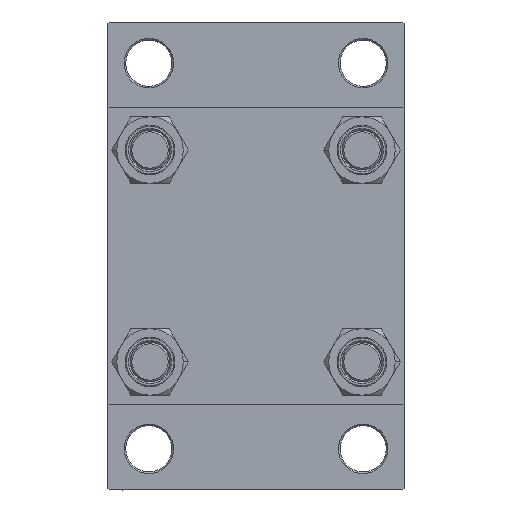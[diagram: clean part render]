
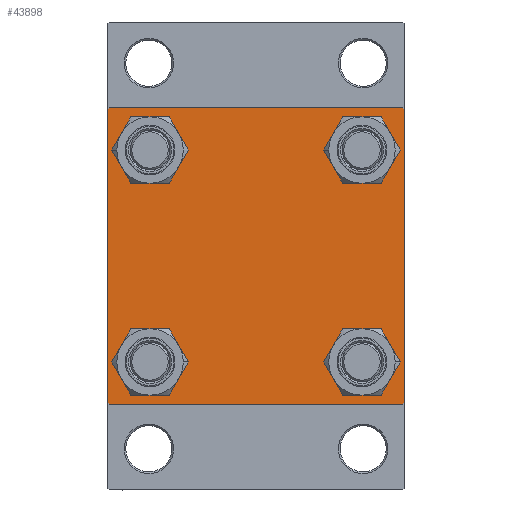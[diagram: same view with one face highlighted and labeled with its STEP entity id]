
A CAD part, left-side view. The second image highlights one B-rep face of the part: STEP entity #43898.
In plain terms, the highlighted planar face has unit normal (-1, 0, 0).
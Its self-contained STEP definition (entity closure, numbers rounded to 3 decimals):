
#195 = CARTESIAN_POINT ( 'NONE',  ( 0., -32.15, -38.65 ) ) ;
#644 = EDGE_CURVE ( 'NONE', #3757, #4743, #13381, .T. ) ;
#789 = VERTEX_POINT ( 'NONE', #33986 ) ;
#1445 = PLANE ( 'NONE',  #19523 ) ;
#1678 = DIRECTION ( 'NONE',  ( 0., 0., 1. ) ) ;
#1752 = CIRCLE ( 'NONE', #24733, 6.5 ) ;
#2007 = CARTESIAN_POINT ( 'NONE',  ( 0., 32.15, -25.65 ) ) ;
#2094 = VERTEX_POINT ( 'NONE', #39032 ) ;
#2153 = DIRECTION ( 'NONE',  ( 0., 0., 1. ) ) ;
#2355 = CARTESIAN_POINT ( 'NONE',  ( 0., -32.15, 32.15 ) ) ;
#2661 = VERTEX_POINT ( 'NONE', #21327 ) ;
#2965 = CARTESIAN_POINT ( 'NONE',  ( 0., 32.15, 32.15 ) ) ;
#3528 = CIRCLE ( 'NONE', #30334, 6.5 ) ;
#3676 = DIRECTION ( 'NONE',  ( 0., 0., 1. ) ) ;
#3757 = VERTEX_POINT ( 'NONE', #29076 ) ;
#4216 = LINE ( 'NONE', #37088, #18834 ) ;
#4222 = CIRCLE ( 'NONE', #31042, 6.5 ) ;
#4743 = VERTEX_POINT ( 'NONE', #46884 ) ;
#5021 = FACE_BOUND ( 'NONE', #43585, .T. ) ;
#5220 = ORIENTED_EDGE ( 'NONE', *, *, #37633, .T. ) ;
#5425 = ORIENTED_EDGE ( 'NONE', *, *, #19758, .T. ) ;
#5669 = VERTEX_POINT ( 'NONE', #32496 ) ;
#5947 = DIRECTION ( 'NONE',  ( 0., 0., 1. ) ) ;
#6027 = DIRECTION ( 'NONE',  ( 1., 0., 0. ) ) ;
#6091 = CARTESIAN_POINT ( 'NONE',  ( 0., 45., -45. ) ) ;
#6467 = CARTESIAN_POINT ( 'NONE',  ( 0., -32.15, 38.65 ) ) ;
#6584 = VERTEX_POINT ( 'NONE', #195 ) ;
#7563 = LINE ( 'NONE', #33005, #36739 ) ;
#7876 = CARTESIAN_POINT ( 'NONE',  ( 0., 32.15, 32.15 ) ) ;
#8147 = AXIS2_PLACEMENT_3D ( 'NONE', #24011, #6027, #38660 ) ;
#8211 = DIRECTION ( 'NONE',  ( 0., 0., 1. ) ) ;
#8326 = ORIENTED_EDGE ( 'NONE', *, *, #14233, .T. ) ;
#8357 = DIRECTION ( 'NONE',  ( 0., 0., 1. ) ) ;
#9261 = VERTEX_POINT ( 'NONE', #36537 ) ;
#9570 = DIRECTION ( 'NONE',  ( 1., 0., 0. ) ) ;
#9926 = DIRECTION ( 'NONE',  ( 0., -1., 0. ) ) ;
#10091 = EDGE_CURVE ( 'NONE', #5669, #9261, #4216, .T. ) ;
#10856 = VECTOR ( 'NONE', #13857, 1000. ) ;
#11033 = DIRECTION ( 'NONE',  ( 0., 0., 1. ) ) ;
#11761 = EDGE_CURVE ( 'NONE', #28221, #25233, #43424, .T. ) ;
#11992 = CARTESIAN_POINT ( 'NONE',  ( 0., 44.75, 44.75 ) ) ;
#12127 = EDGE_LOOP ( 'NONE', ( #41390, #17693 ) ) ;
#12711 = ORIENTED_EDGE ( 'NONE', *, *, #11761, .T. ) ;
#12876 = CARTESIAN_POINT ( 'NONE',  ( 0., 45., -44.5 ) ) ;
#13155 = CARTESIAN_POINT ( 'NONE',  ( 0., 44.75, -44.75 ) ) ;
#13381 = LINE ( 'NONE', #46507, #10856 ) ;
#13857 = DIRECTION ( 'NONE',  ( 0., 0., -1. ) ) ;
#14098 = EDGE_CURVE ( 'NONE', #15426, #6584, #3528, .T. ) ;
#14233 = EDGE_CURVE ( 'NONE', #2661, #23933, #41105, .T. ) ;
#14623 = DIRECTION ( 'NONE',  ( 1., 0., 0. ) ) ;
#14640 = ORIENTED_EDGE ( 'NONE', *, *, #644, .F. ) ;
#14655 = ORIENTED_EDGE ( 'NONE', *, *, #27967, .T. ) ;
#15194 = VERTEX_POINT ( 'NONE', #42968 ) ;
#15400 = EDGE_CURVE ( 'NONE', #5669, #15194, #44853, .T. ) ;
#15426 = VERTEX_POINT ( 'NONE', #44380 ) ;
#15924 = VERTEX_POINT ( 'NONE', #12876 ) ;
#16496 = EDGE_LOOP ( 'NONE', ( #20777, #12711 ) ) ;
#16498 = EDGE_CURVE ( 'NONE', #789, #42857, #16660, .T. ) ;
#16507 = CARTESIAN_POINT ( 'NONE',  ( 0., -32.15, -32.15 ) ) ;
#16660 = LINE ( 'NONE', #6091, #28271 ) ;
#17601 = ORIENTED_EDGE ( 'NONE', *, *, #14098, .T. ) ;
#17693 = ORIENTED_EDGE ( 'NONE', *, *, #29870, .T. ) ;
#18595 = DIRECTION ( 'NONE',  ( 0., 0.707, 0.707 ) ) ;
#18777 = VECTOR ( 'NONE', #31622, 1000. ) ;
#18834 = VECTOR ( 'NONE', #44279, 1000. ) ;
#19523 = AXIS2_PLACEMENT_3D ( 'NONE', #20121, #39252, #1678 ) ;
#19758 = EDGE_CURVE ( 'NONE', #42857, #4743, #30227, .T. ) ;
#20121 = CARTESIAN_POINT ( 'NONE',  ( 0., 0., 0. ) ) ;
#20133 = ORIENTED_EDGE ( 'NONE', *, *, #15400, .T. ) ;
#20357 = ORIENTED_EDGE ( 'NONE', *, *, #16498, .T. ) ;
#20725 = ORIENTED_EDGE ( 'NONE', *, *, #10091, .F. ) ;
#20777 = ORIENTED_EDGE ( 'NONE', *, *, #21412, .T. ) ;
#20859 = EDGE_CURVE ( 'NONE', #3757, #9261, #7563, .T. ) ;
#21327 = CARTESIAN_POINT ( 'NONE',  ( 0., 32.15, -38.65 ) ) ;
#21412 = EDGE_CURVE ( 'NONE', #25233, #28221, #35262, .T. ) ;
#21448 = AXIS2_PLACEMENT_3D ( 'NONE', #39354, #14623, #11033 ) ;
#21541 = CARTESIAN_POINT ( 'NONE',  ( 0., -44.5, -45. ) ) ;
#21767 = ORIENTED_EDGE ( 'NONE', *, *, #36272, .T. ) ;
#21889 = DIRECTION ( 'NONE',  ( 1., 0., 0. ) ) ;
#22275 = VERTEX_POINT ( 'NONE', #26628 ) ;
#23675 = VECTOR ( 'NONE', #33370, 1000. ) ;
#23703 = DIRECTION ( 'NONE',  ( 0., 0., 1. ) ) ;
#23933 = VERTEX_POINT ( 'NONE', #2007 ) ;
#24011 = CARTESIAN_POINT ( 'NONE',  ( 0., 32.15, -32.15 ) ) ;
#24059 = CARTESIAN_POINT ( 'NONE',  ( 0., 45., 45. ) ) ;
#24605 = FACE_BOUND ( 'NONE', #45824, .T. ) ;
#24733 = AXIS2_PLACEMENT_3D ( 'NONE', #16507, #27547, #23703 ) ;
#25191 = LINE ( 'NONE', #24059, #28053 ) ;
#25233 = VERTEX_POINT ( 'NONE', #6467 ) ;
#26146 = DIRECTION ( 'NONE',  ( 0., 0.707, -0.707 ) ) ;
#26628 = CARTESIAN_POINT ( 'NONE',  ( 0., 32.15, 38.65 ) ) ;
#27547 = DIRECTION ( 'NONE',  ( 1., 0., 0. ) ) ;
#27967 = EDGE_CURVE ( 'NONE', #6584, #15426, #1752, .T. ) ;
#28053 = VECTOR ( 'NONE', #39830, 1000. ) ;
#28221 = VERTEX_POINT ( 'NONE', #38522 ) ;
#28271 = VECTOR ( 'NONE', #9926, 1000. ) ;
#29076 = CARTESIAN_POINT ( 'NONE',  ( 0., -45., 44.5 ) ) ;
#29870 = EDGE_CURVE ( 'NONE', #2094, #22275, #38585, .T. ) ;
#30050 = ORIENTED_EDGE ( 'NONE', *, *, #20859, .T. ) ;
#30227 = LINE ( 'NONE', #38151, #23675 ) ;
#30334 = AXIS2_PLACEMENT_3D ( 'NONE', #45373, #37252, #8211 ) ;
#30919 = FACE_OUTER_BOUND ( 'NONE', #42006, .T. ) ;
#31042 = AXIS2_PLACEMENT_3D ( 'NONE', #43560, #9570, #2153 ) ;
#31622 = DIRECTION ( 'NONE',  ( 0., -0.707, -0.707 ) ) ;
#32052 = FACE_BOUND ( 'NONE', #12127, .T. ) ;
#32496 = CARTESIAN_POINT ( 'NONE',  ( 0., 44.5, 45. ) ) ;
#33005 = CARTESIAN_POINT ( 'NONE',  ( 0., -44.75, 44.75 ) ) ;
#33370 = DIRECTION ( 'NONE',  ( 0., -0.707, 0.707 ) ) ;
#33986 = CARTESIAN_POINT ( 'NONE',  ( 0., 44.5, -45. ) ) ;
#34526 = FACE_BOUND ( 'NONE', #16496, .T. ) ;
#34744 = AXIS2_PLACEMENT_3D ( 'NONE', #7876, #41239, #8357 ) ;
#35262 = CIRCLE ( 'NONE', #21448, 6.5 ) ;
#35777 = AXIS2_PLACEMENT_3D ( 'NONE', #2965, #21889, #3676 ) ;
#35846 = ORIENTED_EDGE ( 'NONE', *, *, #40433, .T. ) ;
#36272 = EDGE_CURVE ( 'NONE', #15924, #789, #45799, .T. ) ;
#36537 = CARTESIAN_POINT ( 'NONE',  ( 0., -44.5, 45. ) ) ;
#36739 = VECTOR ( 'NONE', #18595, 1000. ) ;
#37088 = CARTESIAN_POINT ( 'NONE',  ( 0., 45., 45. ) ) ;
#37252 = DIRECTION ( 'NONE',  ( 1., 0., 0. ) ) ;
#37633 = EDGE_CURVE ( 'NONE', #23933, #2661, #4222, .T. ) ;
#38057 = AXIS2_PLACEMENT_3D ( 'NONE', #2355, #45783, #5947 ) ;
#38151 = CARTESIAN_POINT ( 'NONE',  ( 0., -44.75, -44.75 ) ) ;
#38522 = CARTESIAN_POINT ( 'NONE',  ( 0., -32.15, 25.65 ) ) ;
#38585 = CIRCLE ( 'NONE', #34744, 6.5 ) ;
#38660 = DIRECTION ( 'NONE',  ( 0., 0., 1. ) ) ;
#38797 = VECTOR ( 'NONE', #26146, 1000. ) ;
#39032 = CARTESIAN_POINT ( 'NONE',  ( 0., 32.15, 25.65 ) ) ;
#39252 = DIRECTION ( 'NONE',  ( -1., 0., 0. ) ) ;
#39354 = CARTESIAN_POINT ( 'NONE',  ( 0., -32.15, 32.15 ) ) ;
#39830 = DIRECTION ( 'NONE',  ( 0., 0., -1. ) ) ;
#40433 = EDGE_CURVE ( 'NONE', #15194, #15924, #25191, .T. ) ;
#41105 = CIRCLE ( 'NONE', #8147, 6.5 ) ;
#41239 = DIRECTION ( 'NONE',  ( 1., 0., 0. ) ) ;
#41390 = ORIENTED_EDGE ( 'NONE', *, *, #41463, .T. ) ;
#41463 = EDGE_CURVE ( 'NONE', #22275, #2094, #46494, .T. ) ;
#42006 = EDGE_LOOP ( 'NONE', ( #35846, #21767, #20357, #5425, #14640, #30050, #20725, #20133 ) ) ;
#42857 = VERTEX_POINT ( 'NONE', #21541 ) ;
#42968 = CARTESIAN_POINT ( 'NONE',  ( 0., 45., 44.5 ) ) ;
#43424 = CIRCLE ( 'NONE', #38057, 6.5 ) ;
#43560 = CARTESIAN_POINT ( 'NONE',  ( 0., 32.15, -32.15 ) ) ;
#43585 = EDGE_LOOP ( 'NONE', ( #17601, #14655 ) ) ;
#43898 = ADVANCED_FACE ( 'NONE', ( #34526, #5021, #24605, #32052, #30919 ), #1445, .T. ) ;
#44279 = DIRECTION ( 'NONE',  ( 0., -1., 0. ) ) ;
#44380 = CARTESIAN_POINT ( 'NONE',  ( 0., -32.15, -25.65 ) ) ;
#44853 = LINE ( 'NONE', #11992, #38797 ) ;
#45373 = CARTESIAN_POINT ( 'NONE',  ( 0., -32.15, -32.15 ) ) ;
#45783 = DIRECTION ( 'NONE',  ( 1., 0., 0. ) ) ;
#45799 = LINE ( 'NONE', #13155, #18777 ) ;
#45824 = EDGE_LOOP ( 'NONE', ( #5220, #8326 ) ) ;
#46494 = CIRCLE ( 'NONE', #35777, 6.5 ) ;
#46507 = CARTESIAN_POINT ( 'NONE',  ( 0., -45., 45. ) ) ;
#46884 = CARTESIAN_POINT ( 'NONE',  ( 0., -45., -44.5 ) ) ;
